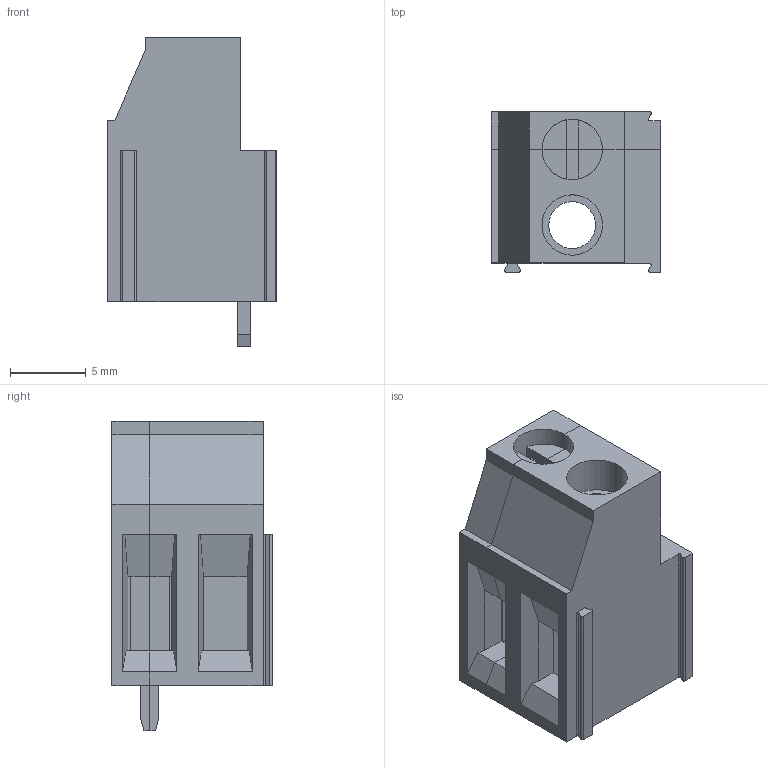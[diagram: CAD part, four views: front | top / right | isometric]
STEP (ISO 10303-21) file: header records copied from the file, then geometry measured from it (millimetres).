
FILE_DESCRIPTION( ( 'Unknown' ), '1' );
FILE_NAME( '691252810001.stp', 'Unknown', ( 'Unknown' ), ( 'Unknown' ), 'PSStep 17.0.49', 'Unknown', ' ' );
FILE_SCHEMA( ( 'AUTOMOTIVE_DESIGN { 1 0 10303 214 1 1 1 1 }' ) );
Length unit declared in the file: millimetre
Products named in the file (3): Assem1; MRT4P10_SX; MRT4P10_CNT
Assembly tree (2 placements, depth 2):
  Assem1
    MRT4P10_SX
    MRT4P10_CNT
Bounding box: 11.2 x 10.6 x 20.5 mm (x, y, z)
Volume: 1137.9 mm3; surface area: 1658.9 mm2
Topology: 2 solids, 2 shells, 120 faces, 339 edges, 225 vertices
Faces by surface type: plane 103, cylinder 17
Full cylindrical faces by diameter (mm): 3.1 x1, 4 x1
Entity records: 4840 total; most frequent: CARTESIAN_POINT 683, ORIENTED_EDGE 672, DIRECTION 620, EDGE_CURVE 336, LINE 298, VECTOR 298, VERTEX_POINT 224, AXIS2_PLACEMENT_3D 161
